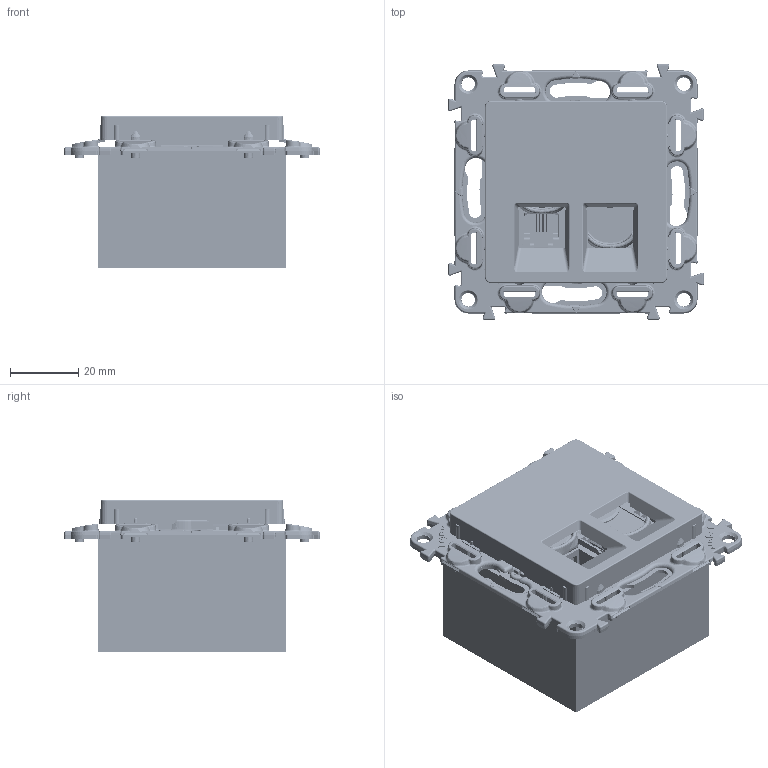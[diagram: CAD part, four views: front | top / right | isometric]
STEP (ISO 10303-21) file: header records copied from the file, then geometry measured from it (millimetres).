
FILE_DESCRIPTION(('CATIA V5 STEP Exchange','CAx-IF Rec.Pracs.--- Model Styling and Organization---1.4--- 2014-01-23'),'2;1');
FILE_NAME('753139_AllCATPart.stp','2020-02-13T10:49:08+00:00',('none'),('none'),'CATIA Version 5-6 Release 2017 SP3','CATIA V5 STEP AP214','none');
FILE_SCHEMA(('AUTOMOTIVE_DESIGN { 1 0 10303 214 1 1 1 1 }'));
Products named in the file (1): 753139_AllCATPart
Bounding box: 74.7 x 74.7 x 44.3 mm (x, y, z)
Volume: 105459.4 mm3; surface area: 49346.6 mm2
Topology: 1 solids, 9 shells, 14910 faces, 42783 edges, 27683 vertices
Faces by surface type: plane 10871, cylinder 1619, bspline 1033, cone 943, torus 316, sphere 116, extrusion 12
Entity records: 551818 total; most frequent: CARTESIAN_POINT 178326, ORIENTED_EDGE 85274, DIRECTION 59561, EDGE_CURVE 42637, VECTOR 31238, LINE 31226, VERTEX_POINT 27683, AXIS2_PLACEMENT_3D 16062
